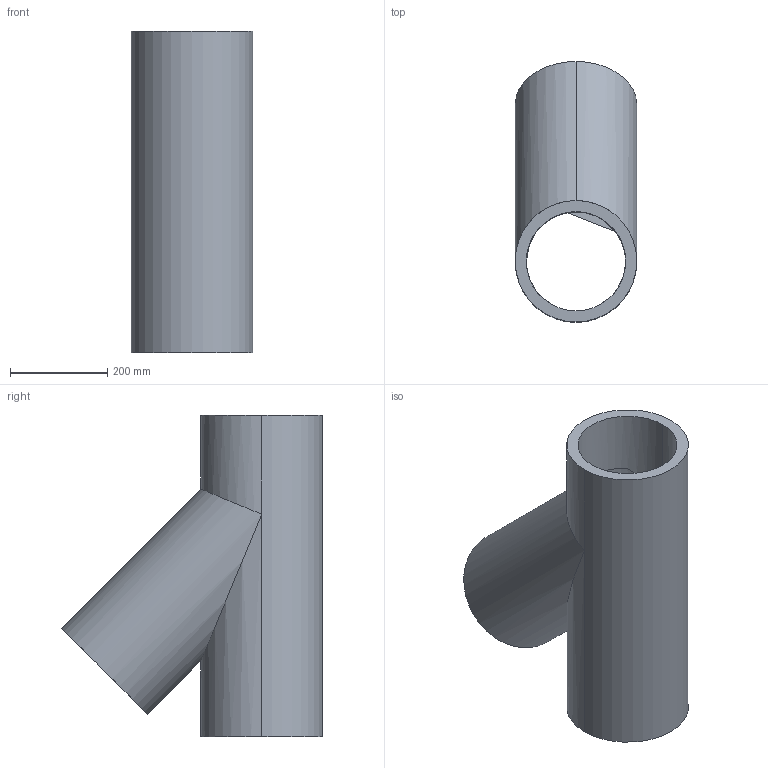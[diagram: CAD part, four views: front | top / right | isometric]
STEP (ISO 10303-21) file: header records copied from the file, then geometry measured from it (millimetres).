
FILE_DESCRIPTION (( 'STEP AP203' ), '1' );
FILE_NAME ('581205100.STEP', '2012-12-28T16:39:32', ( '' ), ( '' ), 'SwSTEP 2.0', 'SolidWorks 2013', '' );
FILE_SCHEMA (( 'CONFIG_CONTROL_DESIGN' ));
Length unit declared in the file: inch
Products named in the file (1): 581205100
Bounding box: 249.94 x 536.62 x 660.4 mm (x, y, z)
Volume: 16093121.5 mm3; surface area: 1428311.8 mm2
Topology: 1 solids, 1 shells, 29 faces, 68 edges, 42 vertices
Faces by surface type: cylinder 22, plane 7
Entity records: 1757 total; most frequent: CARTESIAN_POINT 1071, ORIENTED_EDGE 136, DIRECTION 116, EDGE_CURVE 68, AXIS2_PLACEMENT_3D 50, VERTEX_POINT 42, EDGE_LOOP 32, ADVANCED_FACE 29
